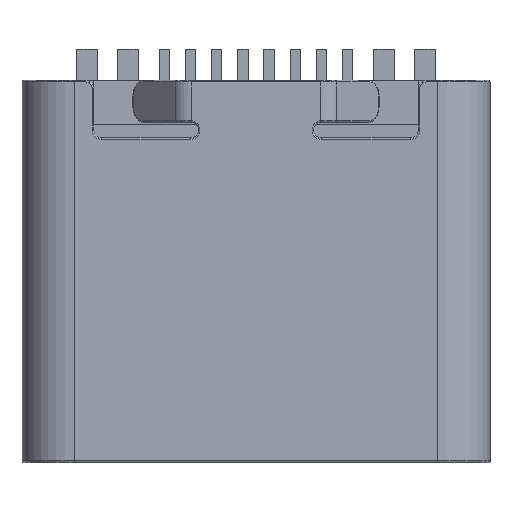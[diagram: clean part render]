
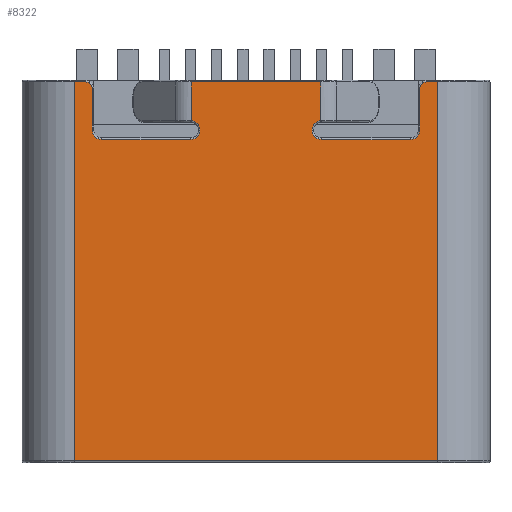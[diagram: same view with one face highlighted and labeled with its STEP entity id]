
A CAD part, top view. The second image highlights one B-rep face of the part: STEP entity #8322.
In plain terms, the highlighted planar face has unit normal (0, 0, 1).
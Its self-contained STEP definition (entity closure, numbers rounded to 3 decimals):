
#146=PLANE('',#8851);
#374=LINE('',#12617,#1108);
#375=LINE('',#12619,#1109);
#376=LINE('',#12621,#1110);
#377=LINE('',#12623,#1111);
#378=LINE('',#12625,#1112);
#379=LINE('',#12629,#1113);
#380=LINE('',#12633,#1114);
#381=LINE('',#12637,#1115);
#382=LINE('',#12639,#1116);
#383=LINE('',#12641,#1117);
#384=LINE('',#12645,#1118);
#385=LINE('',#12648,#1119);
#1108=VECTOR('',#9839,1.);
#1109=VECTOR('',#9840,1.);
#1110=VECTOR('',#9841,1.);
#1111=VECTOR('',#9842,1.);
#1112=VECTOR('',#9843,1.);
#1113=VECTOR('',#9846,1.);
#1114=VECTOR('',#9849,1.);
#1115=VECTOR('',#9852,1.);
#1116=VECTOR('',#9853,1.);
#1117=VECTOR('',#9854,1.);
#1118=VECTOR('',#9857,1.);
#1119=VECTOR('',#9860,1.);
#2011=FACE_OUTER_BOUND('',#2513,.T.);
#2513=EDGE_LOOP('',(#5426,#5427,#5428,#5429,#5430,#5431,#5432,#5433,#5434,
#5435,#5436,#5437,#5438,#5439,#5440,#5441,#5442,#5443));
#3044=CIRCLE('',#8852,0.12);
#3045=CIRCLE('',#8853,0.12);
#3046=CIRCLE('',#8854,0.18);
#3047=CIRCLE('',#8855,0.18);
#3048=CIRCLE('',#8856,0.18);
#3049=CIRCLE('',#8857,0.18);
#3502=VERTEX_POINT('',#12613);
#3503=VERTEX_POINT('',#12614);
#3504=VERTEX_POINT('',#12616);
#3505=VERTEX_POINT('',#12618);
#3506=VERTEX_POINT('',#12620);
#3507=VERTEX_POINT('',#12622);
#3508=VERTEX_POINT('',#12624);
#3509=VERTEX_POINT('',#12626);
#3510=VERTEX_POINT('',#12628);
#3511=VERTEX_POINT('',#12630);
#3512=VERTEX_POINT('',#12632);
#3513=VERTEX_POINT('',#12634);
#3514=VERTEX_POINT('',#12636);
#3515=VERTEX_POINT('',#12638);
#3516=VERTEX_POINT('',#12640);
#3517=VERTEX_POINT('',#12642);
#3518=VERTEX_POINT('',#12644);
#3519=VERTEX_POINT('',#12646);
#4222=EDGE_CURVE('',#3502,#3503,#3044,.T.);
#4223=EDGE_CURVE('',#3503,#3504,#374,.T.);
#4224=EDGE_CURVE('',#3505,#3504,#375,.T.);
#4225=EDGE_CURVE('',#3505,#3506,#376,.T.);
#4226=EDGE_CURVE('',#3506,#3507,#377,.T.);
#4227=EDGE_CURVE('',#3507,#3508,#378,.T.);
#4228=EDGE_CURVE('',#3508,#3509,#3045,.T.);
#4229=EDGE_CURVE('',#3509,#3510,#379,.T.);
#4230=EDGE_CURVE('',#3510,#3511,#3046,.T.);
#4231=EDGE_CURVE('',#3511,#3512,#380,.T.);
#4232=EDGE_CURVE('',#3512,#3513,#3047,.T.);
#4233=EDGE_CURVE('',#3513,#3514,#381,.T.);
#4234=EDGE_CURVE('',#3514,#3515,#382,.T.);
#4235=EDGE_CURVE('',#3516,#3515,#383,.T.);
#4236=EDGE_CURVE('',#3516,#3517,#3048,.T.);
#4237=EDGE_CURVE('',#3517,#3518,#384,.T.);
#4238=EDGE_CURVE('',#3518,#3519,#3049,.T.);
#4239=EDGE_CURVE('',#3519,#3502,#385,.T.);
#5426=ORIENTED_EDGE('',*,*,#4222,.T.);
#5427=ORIENTED_EDGE('',*,*,#4223,.T.);
#5428=ORIENTED_EDGE('',*,*,#4224,.F.);
#5429=ORIENTED_EDGE('',*,*,#4225,.T.);
#5430=ORIENTED_EDGE('',*,*,#4226,.T.);
#5431=ORIENTED_EDGE('',*,*,#4227,.T.);
#5432=ORIENTED_EDGE('',*,*,#4228,.T.);
#5433=ORIENTED_EDGE('',*,*,#4229,.T.);
#5434=ORIENTED_EDGE('',*,*,#4230,.T.);
#5435=ORIENTED_EDGE('',*,*,#4231,.T.);
#5436=ORIENTED_EDGE('',*,*,#4232,.T.);
#5437=ORIENTED_EDGE('',*,*,#4233,.T.);
#5438=ORIENTED_EDGE('',*,*,#4234,.T.);
#5439=ORIENTED_EDGE('',*,*,#4235,.F.);
#5440=ORIENTED_EDGE('',*,*,#4236,.T.);
#5441=ORIENTED_EDGE('',*,*,#4237,.T.);
#5442=ORIENTED_EDGE('',*,*,#4238,.T.);
#5443=ORIENTED_EDGE('',*,*,#4239,.T.);
#8322=ADVANCED_FACE('',(#2011),#146,.F.);
#8851=AXIS2_PLACEMENT_3D('',#12612,#9835,#9836);
#8852=AXIS2_PLACEMENT_3D('',#12615,#9837,#9838);
#8853=AXIS2_PLACEMENT_3D('',#12627,#9844,#9845);
#8854=AXIS2_PLACEMENT_3D('',#12631,#9847,#9848);
#8855=AXIS2_PLACEMENT_3D('',#12635,#9850,#9851);
#8856=AXIS2_PLACEMENT_3D('',#12643,#9855,#9856);
#8857=AXIS2_PLACEMENT_3D('',#12647,#9858,#9859);
#9835=DIRECTION('center_axis',(0.,0.,-1.));
#9836=DIRECTION('ref_axis',(1.,0.,0.));
#9837=DIRECTION('center_axis',(0.,0.,1.));
#9838=DIRECTION('ref_axis',(1.,0.,0.));
#9839=DIRECTION('',(-1.,0.,0.));
#9840=DIRECTION('',(0.,1.,0.));
#9841=DIRECTION('',(1.,0.,0.));
#9842=DIRECTION('',(0.,1.,0.));
#9843=DIRECTION('',(-1.,0.,0.));
#9844=DIRECTION('center_axis',(0.,0.,1.));
#9845=DIRECTION('ref_axis',(1.,0.,0.));
#9846=DIRECTION('',(0.,-1.,0.));
#9847=DIRECTION('center_axis',(0.,0.,-1.));
#9848=DIRECTION('ref_axis',(1.,0.,0.));
#9849=DIRECTION('',(-1.,0.,0.));
#9850=DIRECTION('center_axis',(0.,0.,-1.));
#9851=DIRECTION('ref_axis',(1.,0.,0.));
#9852=DIRECTION('',(0.,1.,0.));
#9853=DIRECTION('',(-1.,0.,0.));
#9854=DIRECTION('',(0.,1.,0.));
#9855=DIRECTION('center_axis',(0.,0.,-1.));
#9856=DIRECTION('ref_axis',(1.,0.,0.));
#9857=DIRECTION('',(-1.,0.,0.));
#9858=DIRECTION('center_axis',(0.,0.,-1.));
#9859=DIRECTION('ref_axis',(1.,0.,0.));
#9860=DIRECTION('',(0.,1.,0.));
#12612=CARTESIAN_POINT('Origin',(0.,-2.35,3.1));
#12613=CARTESIAN_POINT('',(-3.13,2.2,3.1));
#12614=CARTESIAN_POINT('',(-3.25,2.32,3.1));
#12615=CARTESIAN_POINT('Origin',(-3.25,2.2,3.1));
#12616=CARTESIAN_POINT('',(-3.47,2.32,3.1));
#12617=CARTESIAN_POINT('',(0.,2.32,3.1));
#12618=CARTESIAN_POINT('',(-3.47,-4.92,3.1));
#12619=CARTESIAN_POINT('',(-3.47,-4.95,3.1));
#12620=CARTESIAN_POINT('',(3.47,-4.92,3.1));
#12621=CARTESIAN_POINT('',(0.,-4.92,3.1));
#12622=CARTESIAN_POINT('',(3.47,2.32,3.1));
#12623=CARTESIAN_POINT('',(3.47,-4.95,3.1));
#12624=CARTESIAN_POINT('',(3.25,2.32,3.1));
#12625=CARTESIAN_POINT('',(0.,2.32,3.1));
#12626=CARTESIAN_POINT('',(3.13,2.2,3.1));
#12627=CARTESIAN_POINT('Origin',(3.25,2.2,3.1));
#12628=CARTESIAN_POINT('',(3.13,1.4,3.1));
#12629=CARTESIAN_POINT('',(3.13,-2.35,3.1));
#12630=CARTESIAN_POINT('',(2.95,1.22,3.1));
#12631=CARTESIAN_POINT('Origin',(2.95,1.4,3.1));
#12632=CARTESIAN_POINT('',(1.25,1.22,3.1));
#12633=CARTESIAN_POINT('',(0.,1.22,3.1));
#12634=CARTESIAN_POINT('',(1.235,1.579,3.1));
#12635=CARTESIAN_POINT('Origin',(1.25,1.4,3.1));
#12636=CARTESIAN_POINT('',(1.235,2.32,3.1));
#12637=CARTESIAN_POINT('',(1.235,2.35,3.1));
#12638=CARTESIAN_POINT('',(-1.235,2.32,3.1));
#12639=CARTESIAN_POINT('',(0.,2.32,3.1));
#12640=CARTESIAN_POINT('',(-1.235,1.579,3.1));
#12641=CARTESIAN_POINT('',(-1.235,2.35,3.1));
#12642=CARTESIAN_POINT('',(-1.25,1.22,3.1));
#12643=CARTESIAN_POINT('Origin',(-1.25,1.4,3.1));
#12644=CARTESIAN_POINT('',(-2.95,1.22,3.1));
#12645=CARTESIAN_POINT('',(0.,1.22,3.1));
#12646=CARTESIAN_POINT('',(-3.13,1.4,3.1));
#12647=CARTESIAN_POINT('Origin',(-2.95,1.4,3.1));
#12648=CARTESIAN_POINT('',(-3.13,-2.35,3.1));
